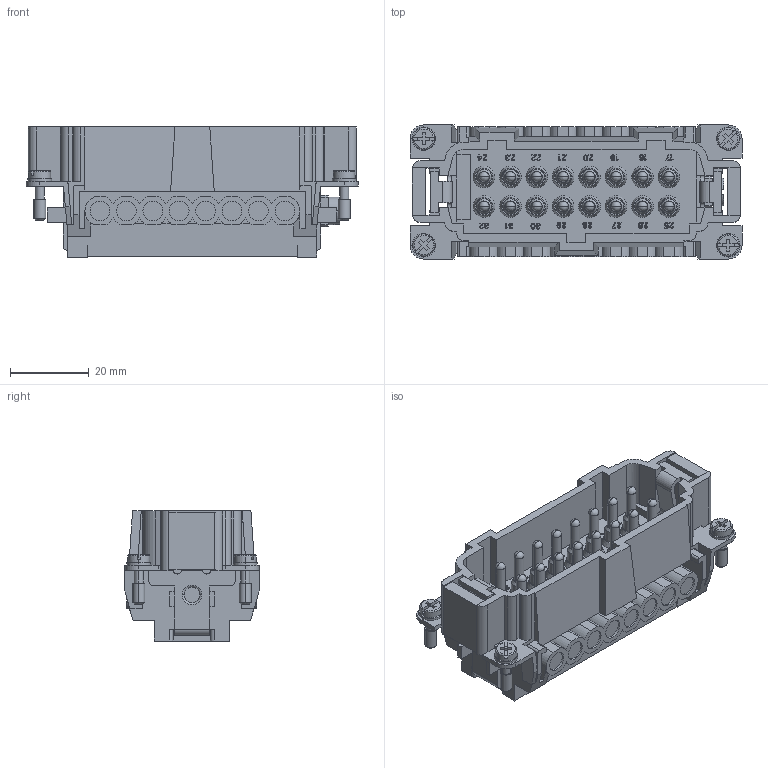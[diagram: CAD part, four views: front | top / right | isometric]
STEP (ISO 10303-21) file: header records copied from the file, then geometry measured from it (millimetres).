
FILE_DESCRIPTION(('Creo Elements/Direct Modeling STEP Export'),'2;1');
FILE_NAME('0ln7uvk451kq0452856','2016-10-03T 9:40:01',(''),(''),'PTC Creo Elements/Direct Modeling STEP processor for AP214 (Solid Model)','PTC Creo Elements/Direct Modeling 19.0E 27-Jun-2016 (C) Parametric Technology GmbH','');
FILE_SCHEMA(('AUTOMOTIVE_DESIGN { 1 0 10303 214 1 1 1 1 }'));
Products named in the file (2): CNEM_16_TN
Assembly tree (1 placements, depth 2):
  CNEM_16_TN
    CNEM_16_TN
Bounding box: 84.2 x 34 x 33 mm (x, y, z)
Volume: 38424.2 mm3; surface area: 23666.6 mm2
Topology: 1 solids, 19 shells, 1252 faces, 5949 edges, 4915 vertices
Faces by surface type: plane 813, cylinder 293, cone 104, torus 42
Entity records: 71110 total; most frequent: CARTESIAN_POINT 12384, ORIENTED_EDGE 11898, DIRECTION 8379, EDGE_CURVE 5949, VECTOR 4935, LINE 4935, VERTEX_POINT 4915, AXIS2_PLACEMENT_3D 1722
